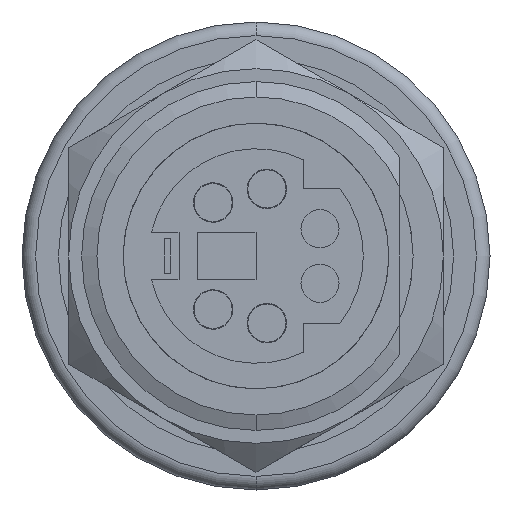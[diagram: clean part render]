
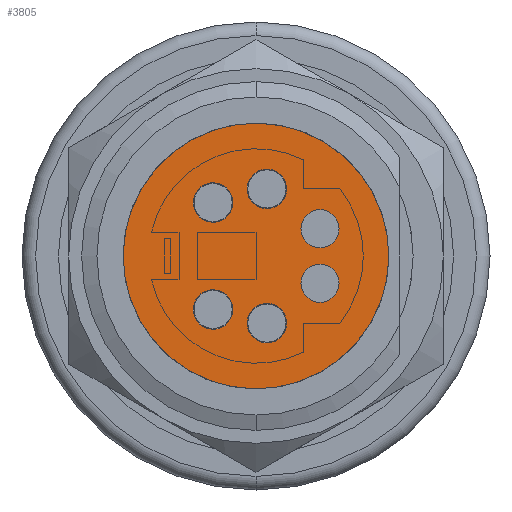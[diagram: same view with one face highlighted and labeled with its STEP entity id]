
A CAD part, front view. The second image highlights one B-rep face of the part: STEP entity #3805.
In plain terms, the highlighted face is planar.
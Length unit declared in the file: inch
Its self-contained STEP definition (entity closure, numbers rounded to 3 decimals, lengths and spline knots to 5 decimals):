
#134 = AXIS2_PLACEMENT_3D ( 'NONE', #13667, #7773, #3121 ) ;
#377 = DIRECTION ( 'NONE',  ( -1., 0., 0. ) ) ;
#420 = ORIENTED_EDGE ( 'NONE', *, *, #11517, .F. ) ;
#766 = EDGE_CURVE ( 'NONE', #16357, #15278, #2885, .T. ) ;
#886 = DIRECTION ( 'NONE',  ( -1., 0., 0. ) ) ;
#1586 = VERTEX_POINT ( 'NONE', #8628 ) ;
#1659 = CARTESIAN_POINT ( 'NONE',  ( 0.07963, 0.06015, -0.003 ) ) ;
#1893 = FACE_BOUND ( 'NONE', #17984, .T. ) ;
#1912 = AXIS2_PLACEMENT_3D ( 'NONE', #17560, #15498, #377 ) ;
#2058 = VERTEX_POINT ( 'NONE', #13226 ) ;
#2444 = CARTESIAN_POINT ( 'NONE',  ( 0.10863, 0.06015, -0.003 ) ) ;
#2631 = DIRECTION ( 'NONE',  ( 0., 0., 1. ) ) ;
#2638 = CARTESIAN_POINT ( 'NONE',  ( -0.09457, -0.03185, -0.003 ) ) ;
#2674 = AXIS2_PLACEMENT_3D ( 'NONE', #12787, #3681, #5003 ) ;
#2885 = CIRCLE ( 'NONE', #1912, 0.029 ) ;
#2911 = DIRECTION ( 'NONE',  ( 0., 0., -1. ) ) ;
#3121 = DIRECTION ( 'NONE',  ( 1., 0., 0. ) ) ;
#3681 = DIRECTION ( 'NONE',  ( 0., 0., -1. ) ) ;
#3724 = VERTEX_POINT ( 'NONE', #17650 ) ;
#3799 = FACE_BOUND ( 'NONE', #8339, .T. ) ;
#3805 = ADVANCED_FACE ( 'Face1', ( #3799, #16384, #1893, #17557, #11622 ), #5778, .F. ) ;
#4011 = CARTESIAN_POINT ( 'NONE',  ( -0.01099, -0.09237, -0.003 ) ) ;
#4837 = CIRCLE ( 'NONE', #10121, 0.029 ) ;
#4841 = DIRECTION ( 'NONE',  ( 0., 0., -1. ) ) ;
#5003 = DIRECTION ( 'NONE',  ( -1., 0., 0. ) ) ;
#5037 = CARTESIAN_POINT ( 'NONE',  ( 0.09884, -0.01905, -0.003 ) ) ;
#5152 = ORIENTED_EDGE ( 'NONE', *, *, #7001, .F. ) ;
#5316 = EDGE_LOOP ( 'NONE', ( #19332, #420 ) ) ;
#5695 = AXIS2_PLACEMENT_3D ( 'NONE', #16389, #11677, #10280 ) ;
#5778 = PLANE ( 'NONE',  #5695 ) ;
#5806 = CARTESIAN_POINT ( 'NONE',  ( -0.06899, -0.09237, -0.003 ) ) ;
#6255 = EDGE_CURVE ( 'NONE', #16185, #1586, #11294, .T. ) ;
#6627 = AXIS2_PLACEMENT_3D ( 'NONE', #10741, #4841, #12567 ) ;
#6925 = EDGE_LOOP ( 'NONE', ( #7333, #5152 ) ) ;
#7001 = EDGE_CURVE ( 'NONE', #3724, #2058, #8434, .T. ) ;
#7060 = ORIENTED_EDGE ( 'NONE', *, *, #9336, .F. ) ;
#7333 = ORIENTED_EDGE ( 'NONE', *, *, #12297, .F. ) ;
#7773 = DIRECTION ( 'NONE',  ( 0., 0., 1. ) ) ;
#7971 = CIRCLE ( 'NONE', #134, 0.195 ) ;
#8059 = AXIS2_PLACEMENT_3D ( 'NONE', #10526, #2911, #16441 ) ;
#8339 = EDGE_LOOP ( 'NONE', ( #13097, #13618 ) ) ;
#8434 = CIRCLE ( 'NONE', #6627, 0.029 ) ;
#8628 = CARTESIAN_POINT ( 'NONE',  ( 0.06984, -0.01905, -0.003 ) ) ;
#8677 = DIRECTION ( 'NONE',  ( -1., 0., 0. ) ) ;
#9259 = AXIS2_PLACEMENT_3D ( 'NONE', #2638, #13061, #8677 ) ;
#9336 = EDGE_CURVE ( 'NONE', #15278, #16357, #14387, .T. ) ;
#10121 = AXIS2_PLACEMENT_3D ( 'NONE', #5037, #18490, #10941 ) ;
#10246 = CARTESIAN_POINT ( 'NONE',  ( 0.12784, -0.01905, -0.003 ) ) ;
#10280 = DIRECTION ( 'NONE',  ( 1., 0., 0. ) ) ;
#10526 = CARTESIAN_POINT ( 'NONE',  ( -0.03999, -0.09237, -0.003 ) ) ;
#10741 = CARTESIAN_POINT ( 'NONE',  ( -0.09457, -0.03185, -0.003 ) ) ;
#10901 = VERTEX_POINT ( 'NONE', #15090 ) ;
#10941 = DIRECTION ( 'NONE',  ( -1., 0., 0. ) ) ;
#11294 = CIRCLE ( 'NONE', #2674, 0.029 ) ;
#11517 = EDGE_CURVE ( 'NONE', #10901, #19039, #7971, .T. ) ;
#11622 = FACE_OUTER_BOUND ( 'NONE', #5316, .T. ) ;
#11677 = DIRECTION ( 'NONE',  ( 0., 0., 1. ) ) ;
#11719 = CARTESIAN_POINT ( 'NONE',  ( 0., 0., -0.003 ) ) ;
#12210 = DIRECTION ( 'NONE',  ( 0., 0., -1. ) ) ;
#12244 = CARTESIAN_POINT ( 'NONE',  ( 0.195, 0., -0.003 ) ) ;
#12297 = EDGE_CURVE ( 'NONE', #2058, #3724, #18887, .T. ) ;
#12431 = CARTESIAN_POINT ( 'NONE',  ( 0.05063, 0.06015, -0.003 ) ) ;
#12567 = DIRECTION ( 'NONE',  ( -1., 0., 0. ) ) ;
#12787 = CARTESIAN_POINT ( 'NONE',  ( 0.09884, -0.01905, -0.003 ) ) ;
#13061 = DIRECTION ( 'NONE',  ( 0., 0., -1. ) ) ;
#13084 = DIRECTION ( 'NONE',  ( 0., 0., -1. ) ) ;
#13097 = ORIENTED_EDGE ( 'NONE', *, *, #13809, .F. ) ;
#13226 = CARTESIAN_POINT ( 'NONE',  ( -0.12357, -0.03185, -0.003 ) ) ;
#13618 = ORIENTED_EDGE ( 'NONE', *, *, #13993, .F. ) ;
#13667 = CARTESIAN_POINT ( 'NONE',  ( 0., 0., -0.003 ) ) ;
#13782 = DIRECTION ( 'NONE',  ( -1., 0., 0. ) ) ;
#13809 = EDGE_CURVE ( 'NONE', #19617, #18918, #17864, .T. ) ;
#13993 = EDGE_CURVE ( 'NONE', #18918, #19617, #15485, .T. ) ;
#14279 = ORIENTED_EDGE ( 'NONE', *, *, #18403, .F. ) ;
#14387 = CIRCLE ( 'NONE', #8059, 0.029 ) ;
#14663 = EDGE_LOOP ( 'NONE', ( #14279, #16685 ) ) ;
#14731 = CIRCLE ( 'NONE', #18721, 0.195 ) ;
#14780 = EDGE_CURVE ( 'NONE', #19039, #10901, #14731, .T. ) ;
#15029 = AXIS2_PLACEMENT_3D ( 'NONE', #17526, #13084, #886 ) ;
#15090 = CARTESIAN_POINT ( 'NONE',  ( -0.195, 0., -0.003 ) ) ;
#15278 = VERTEX_POINT ( 'NONE', #4011 ) ;
#15485 = CIRCLE ( 'NONE', #18848, 0.029 ) ;
#15498 = DIRECTION ( 'NONE',  ( 0., 0., -1. ) ) ;
#16185 = VERTEX_POINT ( 'NONE', #10246 ) ;
#16357 = VERTEX_POINT ( 'NONE', #5806 ) ;
#16384 = FACE_BOUND ( 'NONE', #14663, .T. ) ;
#16389 = CARTESIAN_POINT ( 'NONE',  ( 0., 0., -0.003 ) ) ;
#16441 = DIRECTION ( 'NONE',  ( -1., 0., 0. ) ) ;
#16685 = ORIENTED_EDGE ( 'NONE', *, *, #6255, .F. ) ;
#17186 = ORIENTED_EDGE ( 'NONE', *, *, #766, .F. ) ;
#17526 = CARTESIAN_POINT ( 'NONE',  ( 0.07963, 0.06015, -0.003 ) ) ;
#17557 = FACE_BOUND ( 'NONE', #6925, .T. ) ;
#17560 = CARTESIAN_POINT ( 'NONE',  ( -0.03999, -0.09237, -0.003 ) ) ;
#17650 = CARTESIAN_POINT ( 'NONE',  ( -0.06557, -0.03185, -0.003 ) ) ;
#17817 = DIRECTION ( 'NONE',  ( 1., 0., 0. ) ) ;
#17864 = CIRCLE ( 'NONE', #15029, 0.029 ) ;
#17984 = EDGE_LOOP ( 'NONE', ( #17186, #7060 ) ) ;
#18403 = EDGE_CURVE ( 'NONE', #1586, #16185, #4837, .T. ) ;
#18490 = DIRECTION ( 'NONE',  ( 0., 0., -1. ) ) ;
#18721 = AXIS2_PLACEMENT_3D ( 'NONE', #11719, #2631, #17817 ) ;
#18848 = AXIS2_PLACEMENT_3D ( 'NONE', #1659, #12210, #13782 ) ;
#18887 = CIRCLE ( 'NONE', #9259, 0.029 ) ;
#18918 = VERTEX_POINT ( 'NONE', #2444 ) ;
#19039 = VERTEX_POINT ( 'NONE', #12244 ) ;
#19332 = ORIENTED_EDGE ( 'NONE', *, *, #14780, .F. ) ;
#19617 = VERTEX_POINT ( 'NONE', #12431 ) ;
